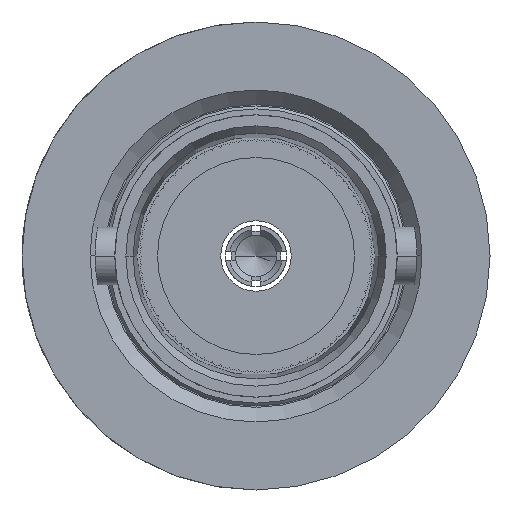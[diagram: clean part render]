
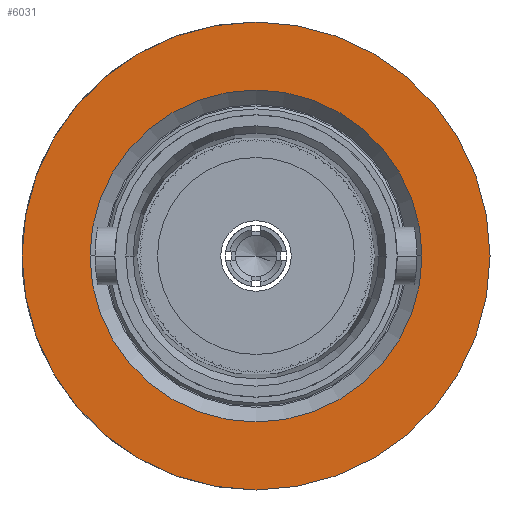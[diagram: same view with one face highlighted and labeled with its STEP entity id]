
A CAD part, left-side view. The second image highlights one B-rep face of the part: STEP entity #6031.
In plain terms, the highlighted planar face has unit normal (-1, 0, 0).
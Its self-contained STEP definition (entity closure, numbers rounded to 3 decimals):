
#4874=CARTESIAN_POINT('',(12.6,0.,0.));
#4875=DIRECTION('',(-1.,0.,0.));
#4876=DIRECTION('',(0.,0.,-1.));
#4877=AXIS2_PLACEMENT_3D('',#4874,#4875,#4876);
#4879=CARTESIAN_POINT('',(12.6,0.,0.));
#4880=DIRECTION('',(1.,0.,0.));
#4881=DIRECTION('',(0.,0.,-1.));
#4882=AXIS2_PLACEMENT_3D('',#4879,#4880,#4881);
#4884=CARTESIAN_POINT('',(12.6,0.,0.));
#4885=DIRECTION('',(-1.,0.,0.));
#4886=DIRECTION('',(0.,1.,0.));
#4887=AXIS2_PLACEMENT_3D('',#4884,#4885,#4886);
#4889=CARTESIAN_POINT('',(12.6,0.,0.));
#4890=DIRECTION('',(-1.,0.,0.));
#4891=DIRECTION('',(0.,-1.,0.));
#4892=AXIS2_PLACEMENT_3D('',#4889,#4890,#4891);
#5849=CARTESIAN_POINT('',(12.6,0.,-8.));
#5850=CARTESIAN_POINT('',(12.6,0.,8.));
#5851=VERTEX_POINT('',#5849);
#5852=VERTEX_POINT('',#5850);
#5865=CARTESIAN_POINT('',(12.6,5.675,0.));
#5866=CARTESIAN_POINT('',(12.6,-5.675,0.));
#5867=VERTEX_POINT('',#5865);
#5868=VERTEX_POINT('',#5866);
#6015=CARTESIAN_POINT('',(12.6,0.,0.));
#6016=DIRECTION('',(1.,0.,0.));
#6017=DIRECTION('',(0.,0.,1.));
#6018=AXIS2_PLACEMENT_3D('',#6015,#6016,#6017);
#6019=PLANE('',#6018);
#6021=ORIENTED_EDGE('',*,*,#6020,.F.);
#6022=ORIENTED_EDGE('',*,*,#6004,.T.);
#6023=EDGE_LOOP('',(#6021,#6022));
#6024=FACE_OUTER_BOUND('',#6023,.F.);
#6026=ORIENTED_EDGE('',*,*,#6025,.T.);
#6028=ORIENTED_EDGE('',*,*,#6027,.T.);
#6029=EDGE_LOOP('',(#6026,#6028));
#6030=FACE_BOUND('',#6029,.F.);
#4878=CIRCLE('',#4877,8.);
#4883=CIRCLE('',#4882,8.);
#4888=CIRCLE('',#4887,5.675);
#4893=CIRCLE('',#4892,5.675);
#6004=EDGE_CURVE('',#5851,#5852,#4883,.T.);
#6020=EDGE_CURVE('',#5851,#5852,#4878,.T.);
#6025=EDGE_CURVE('',#5867,#5868,#4888,.T.);
#6027=EDGE_CURVE('',#5868,#5867,#4893,.T.);
#6031=ADVANCED_FACE('',(#6024,#6030),#6019,.F.);
